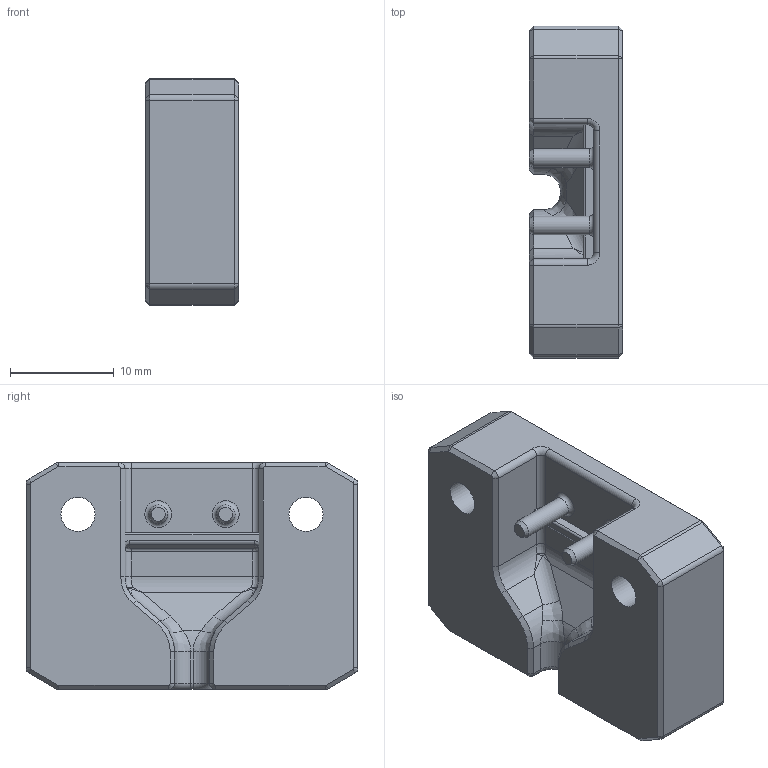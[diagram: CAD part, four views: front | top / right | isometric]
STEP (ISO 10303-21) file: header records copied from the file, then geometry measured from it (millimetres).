
FILE_DESCRIPTION(/* description */ (''),/* implementation_level */ '2;1');
FILE_NAME(/* name */ 'X Endstop Crabs 1000 v2.step',/* time_stamp */ '2025-09-17T21:34:22-04:00',/* author */ (''),/* organization */ (''),/* preprocessor_version */ 'ST-DEVELOPER v20.1',/* originating_system */ 'Autodesk Translation Framework v14.17.0.0',/* authorisation */ '');
FILE_SCHEMA (('AUTOMOTIVE_DESIGN { 1 0 10303 214 3 1 1 }'));
Length unit declared in the file: millimetre
Products named in the file (2): Yendstop (1) <1>; Y_Endstop_V0-1
Assembly tree (1 placements, depth 2):
  Yendstop (1) <1>
    Y_Endstop_V0-1
Bounding box: 9 x 32 x 21.89 mm (x, y, z)
Volume: 4601.7 mm3; surface area: 2744.5 mm2
Topology: 1 solids, 1 shells, 180 faces, 433 edges, 254 vertices
Faces by surface type: plane 91, cylinder 39, cone 28, bspline 14, torus 6, sphere 2
Full cylindrical faces by diameter (mm): 1.8 x2, 3.3 x2, 6.6 x2
Entity records: 5445 total; most frequent: CARTESIAN_POINT 1206, DIRECTION 905, ORIENTED_EDGE 858, EDGE_CURVE 429, AXIS2_PLACEMENT_3D 317, LINE 271, VECTOR 271, VERTEX_POINT 254
